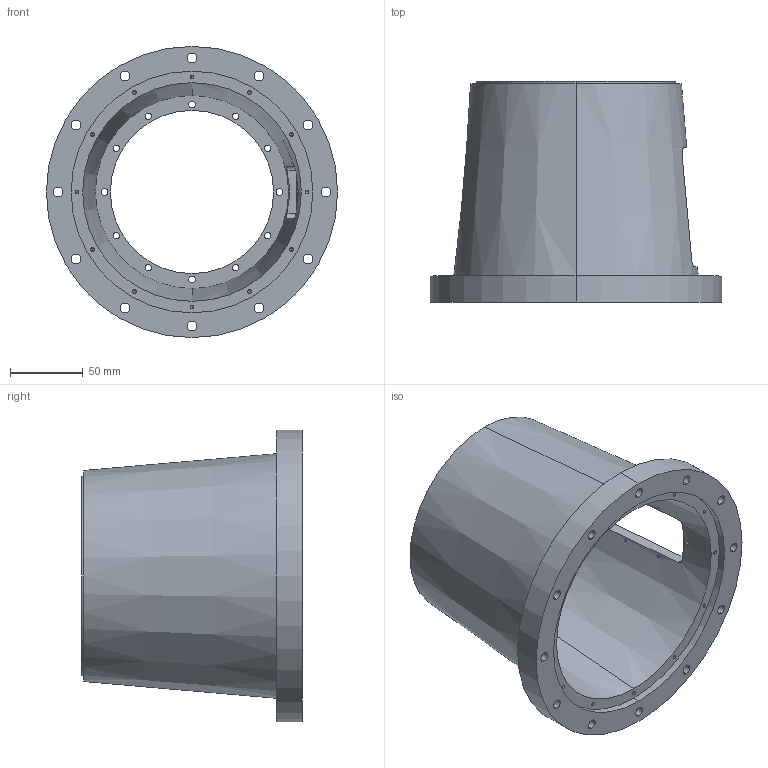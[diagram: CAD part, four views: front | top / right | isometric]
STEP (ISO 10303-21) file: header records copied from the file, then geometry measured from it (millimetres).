
FILE_DESCRIPTION (( 'STEP AP203' ), '1' );
FILE_NAME ('菁釱.STEP', '2017-10-20T02:59:34', ( '' ), ( '' ), 'SwSTEP 2.0', 'SolidWorks 2016', '' );
FILE_SCHEMA (( 'CONFIG_CONTROL_DESIGN' ));
Length unit declared in the file: millimetre
Products named in the file (1): 菁釱
Bounding box: 200 x 151.5 x 200 mm (x, y, z)
Volume: 813006.4 mm3; surface area: 181194.3 mm2
Topology: 1 solids, 1 shells, 193 faces, 484 edges, 298 vertices
Faces by surface type: cylinder 128, cone 36, plane 29
Entity records: 6077 total; most frequent: CARTESIAN_POINT 1222, DIRECTION 1072, ORIENTED_EDGE 912, EDGE_CURVE 456, AXIS2_PLACEMENT_3D 446, VERTEX_POINT 298, EDGE_LOOP 286, CIRCLE 252
